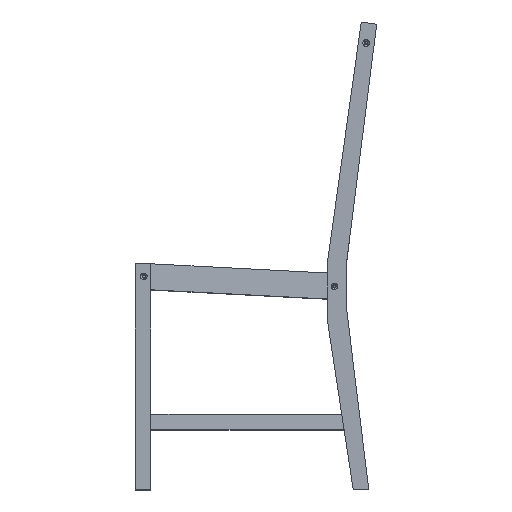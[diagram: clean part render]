
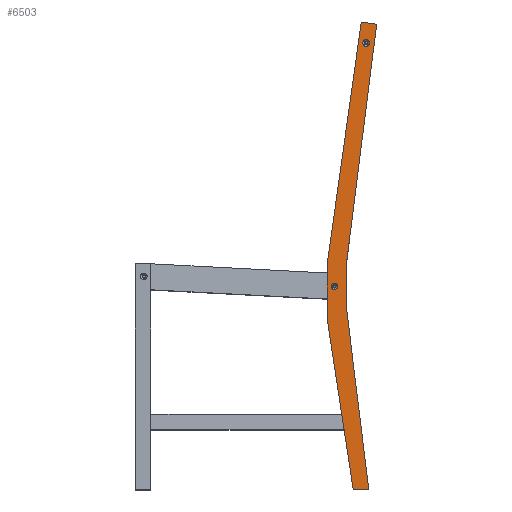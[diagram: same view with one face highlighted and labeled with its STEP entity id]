
A CAD part, top view. The second image highlights one B-rep face of the part: STEP entity #6503.
In plain terms, the highlighted planar face has unit normal (0, 0, 1).
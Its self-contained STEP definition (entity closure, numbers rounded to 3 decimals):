
#144 = CARTESIAN_POINT ( 'NONE',  ( 449.674, 896.399, -20. ) ) ;
#419 = AXIS2_PLACEMENT_3D ( 'NONE', #4894, #2819, #6826 ) ;
#463 = VERTEX_POINT ( 'NONE', #3608 ) ;
#517 = AXIS2_PLACEMENT_3D ( 'NONE', #8779, #3348, #6021 ) ;
#619 = DIRECTION ( 'NONE',  ( 0., 1., 0. ) ) ;
#868 = DIRECTION ( 'NONE',  ( 0.99, -0.139, 0. ) ) ;
#909 = DIRECTION ( 'NONE',  ( 0., 0., 1. ) ) ;
#1059 = CARTESIAN_POINT ( 'NONE',  ( 354.534, 328.013, -20. ) ) ;
#1128 = AXIS2_PLACEMENT_3D ( 'NONE', #7022, #8389, #2196 ) ;
#1349 = EDGE_LOOP ( 'NONE', ( #8550, #3071 ) ) ;
#1504 = LINE ( 'NONE', #1794, #8207 ) ;
#1661 = DIRECTION ( 'NONE',  ( -1., 0., 0. ) ) ;
#1697 = VECTOR ( 'NONE', #7863, 1000. ) ;
#1731 = AXIS2_PLACEMENT_3D ( 'NONE', #7790, #7845, #1661 ) ;
#1794 = CARTESIAN_POINT ( 'NONE',  ( 402.39, 0., -20. ) ) ;
#2116 = CARTESIAN_POINT ( 'NONE',  ( 391.534, 350.095, -20. ) ) ;
#2180 = LINE ( 'NONE', #4745, #7399 ) ;
#2196 = DIRECTION ( 'NONE',  ( 1., 0., 0. ) ) ;
#2260 = DIRECTION ( 'NONE',  ( 1., 0., 0. ) ) ;
#2436 = LINE ( 'NONE', #1059, #1697 ) ;
#2530 = VERTEX_POINT ( 'NONE', #8363 ) ;
#2563 = CIRCLE ( 'NONE', #419, 6.3 ) ;
#2570 = ORIENTED_EDGE ( 'NONE', *, *, #5740, .F. ) ;
#2646 = DIRECTION ( 'NONE',  ( 0., -1., 0. ) ) ;
#2688 = VERTEX_POINT ( 'NONE', #2998 ) ;
#2819 = DIRECTION ( 'NONE',  ( 0., 0., 1. ) ) ;
#2852 = CARTESIAN_POINT ( 'NONE',  ( 361.905, 391.455, -20. ) ) ;
#2911 = CARTESIAN_POINT ( 'NONE',  ( 434.534, 0., -20. ) ) ;
#2974 = VERTEX_POINT ( 'NONE', #2852 ) ;
#2998 = CARTESIAN_POINT ( 'NONE',  ( 391.534, 435., -20. ) ) ;
#3071 = ORIENTED_EDGE ( 'NONE', *, *, #7690, .F. ) ;
#3130 = VERTEX_POINT ( 'NONE', #6393 ) ;
#3175 = CARTESIAN_POINT ( 'NONE',  ( 391.534, 435., -20. ) ) ;
#3315 = CARTESIAN_POINT ( 'NONE',  ( 434.534, 0., -20. ) ) ;
#3348 = DIRECTION ( 'NONE',  ( 0., 0., 1. ) ) ;
#3599 = EDGE_LOOP ( 'NONE', ( #6967, #8011 ) ) ;
#3608 = CARTESIAN_POINT ( 'NONE',  ( 354.534, 435., -20. ) ) ;
#3712 = EDGE_LOOP ( 'NONE', ( #7391, #8561, #3899, #2570, #6205, #8129, #6992, #5852 ) ) ;
#3749 = CARTESIAN_POINT ( 'NONE',  ( 435.649, 860.216, -20. ) ) ;
#3899 = ORIENTED_EDGE ( 'NONE', *, *, #7525, .F. ) ;
#3922 = VERTEX_POINT ( 'NONE', #7780 ) ;
#4184 = CIRCLE ( 'NONE', #517, 6.3 ) ;
#4190 = VECTOR ( 'NONE', #6750, 1000. ) ;
#4213 = CARTESIAN_POINT ( 'NONE',  ( 368.205, 391.455, -20. ) ) ;
#4283 = LINE ( 'NONE', #2911, #6166 ) ;
#4355 = VERTEX_POINT ( 'NONE', #4875 ) ;
#4443 = EDGE_CURVE ( 'NONE', #6744, #463, #2180, .T. ) ;
#4510 = VECTOR ( 'NONE', #868, 1000. ) ;
#4610 = EDGE_CURVE ( 'NONE', #3922, #2974, #5159, .T. ) ;
#4702 = EDGE_CURVE ( 'NONE', #8479, #2530, #6294, .T. ) ;
#4724 = LINE ( 'NONE', #3175, #6943 ) ;
#4745 = CARTESIAN_POINT ( 'NONE',  ( 354.534, 452.989, -20. ) ) ;
#4875 = CARTESIAN_POINT ( 'NONE',  ( 423.049, 860.216, -20. ) ) ;
#4894 = CARTESIAN_POINT ( 'NONE',  ( 429.349, 860.216, -20. ) ) ;
#5026 = FACE_BOUND ( 'NONE', #3599, .T. ) ;
#5142 = CARTESIAN_POINT ( 'NONE',  ( 419.966, 900.574, -20. ) ) ;
#5159 = CIRCLE ( 'NONE', #1128, 6.3 ) ;
#5231 = DIRECTION ( 'NONE',  ( -1., 0., 0. ) ) ;
#5575 = VERTEX_POINT ( 'NONE', #3749 ) ;
#5733 = CIRCLE ( 'NONE', #8638, 6.3 ) ;
#5740 = EDGE_CURVE ( 'NONE', #2530, #2688, #4724, .T. ) ;
#5804 = EDGE_CURVE ( 'NONE', #463, #8479, #6717, .T. ) ;
#5850 = FACE_BOUND ( 'NONE', #1349, .T. ) ;
#5852 = ORIENTED_EDGE ( 'NONE', *, *, #7198, .F. ) ;
#5909 = VERTEX_POINT ( 'NONE', #2116 ) ;
#5916 = DIRECTION ( 'NONE',  ( -0.125, -0.992, 0. ) ) ;
#5935 = LINE ( 'NONE', #8120, #8297 ) ;
#6021 = DIRECTION ( 'NONE',  ( 1., 0., 0. ) ) ;
#6077 = EDGE_CURVE ( 'NONE', #4355, #5575, #4184, .T. ) ;
#6166 = VECTOR ( 'NONE', #7020, 1000. ) ;
#6205 = ORIENTED_EDGE ( 'NONE', *, *, #4702, .F. ) ;
#6294 = LINE ( 'NONE', #144, #4510 ) ;
#6393 = CARTESIAN_POINT ( 'NONE',  ( 404.534, 0., -20. ) ) ;
#6441 = EDGE_CURVE ( 'NONE', #5909, #8079, #4283, .T. ) ;
#6503 = ADVANCED_FACE ( 'NONE', ( #5850, #5026, #7783 ), #7182, .F. ) ;
#6717 = LINE ( 'NONE', #8156, #4190 ) ;
#6744 = VERTEX_POINT ( 'NONE', #8583 ) ;
#6750 = DIRECTION ( 'NONE',  ( 0.139, 0.99, 0. ) ) ;
#6826 = DIRECTION ( 'NONE',  ( 1., 0., 0. ) ) ;
#6943 = VECTOR ( 'NONE', #5916, 1000. ) ;
#6967 = ORIENTED_EDGE ( 'NONE', *, *, #8170, .F. ) ;
#6992 = ORIENTED_EDGE ( 'NONE', *, *, #4443, .F. ) ;
#7020 = DIRECTION ( 'NONE',  ( 0.122, -0.993, 0. ) ) ;
#7022 = CARTESIAN_POINT ( 'NONE',  ( 368.205, 391.455, -20. ) ) ;
#7182 = PLANE ( 'NONE',  #1731 ) ;
#7198 = EDGE_CURVE ( 'NONE', #3130, #6744, #2436, .T. ) ;
#7391 = ORIENTED_EDGE ( 'NONE', *, *, #8609, .F. ) ;
#7399 = VECTOR ( 'NONE', #619, 1000. ) ;
#7525 = EDGE_CURVE ( 'NONE', #2688, #5909, #5935, .T. ) ;
#7690 = EDGE_CURVE ( 'NONE', #2974, #3922, #5733, .T. ) ;
#7780 = CARTESIAN_POINT ( 'NONE',  ( 374.505, 391.455, -20. ) ) ;
#7783 = FACE_OUTER_BOUND ( 'NONE', #3712, .T. ) ;
#7790 = CARTESIAN_POINT ( 'NONE',  ( 450.245, 0., -20. ) ) ;
#7845 = DIRECTION ( 'NONE',  ( 0., 0., -1. ) ) ;
#7863 = DIRECTION ( 'NONE',  ( -0.151, 0.989, 0. ) ) ;
#8011 = ORIENTED_EDGE ( 'NONE', *, *, #6077, .F. ) ;
#8079 = VERTEX_POINT ( 'NONE', #3315 ) ;
#8120 = CARTESIAN_POINT ( 'NONE',  ( 391.534, 452.989, -20. ) ) ;
#8129 = ORIENTED_EDGE ( 'NONE', *, *, #5804, .F. ) ;
#8156 = CARTESIAN_POINT ( 'NONE',  ( 419.966, 900.574, -20. ) ) ;
#8170 = EDGE_CURVE ( 'NONE', #5575, #4355, #2563, .T. ) ;
#8207 = VECTOR ( 'NONE', #5231, 1000. ) ;
#8297 = VECTOR ( 'NONE', #2646, 1000. ) ;
#8363 = CARTESIAN_POINT ( 'NONE',  ( 449.674, 896.399, -20. ) ) ;
#8389 = DIRECTION ( 'NONE',  ( 0., 0., 1. ) ) ;
#8479 = VERTEX_POINT ( 'NONE', #5142 ) ;
#8550 = ORIENTED_EDGE ( 'NONE', *, *, #4610, .F. ) ;
#8561 = ORIENTED_EDGE ( 'NONE', *, *, #6441, .F. ) ;
#8583 = CARTESIAN_POINT ( 'NONE',  ( 354.534, 328.013, -20. ) ) ;
#8609 = EDGE_CURVE ( 'NONE', #8079, #3130, #1504, .T. ) ;
#8638 = AXIS2_PLACEMENT_3D ( 'NONE', #4213, #909, #2260 ) ;
#8779 = CARTESIAN_POINT ( 'NONE',  ( 429.349, 860.216, -20. ) ) ;
